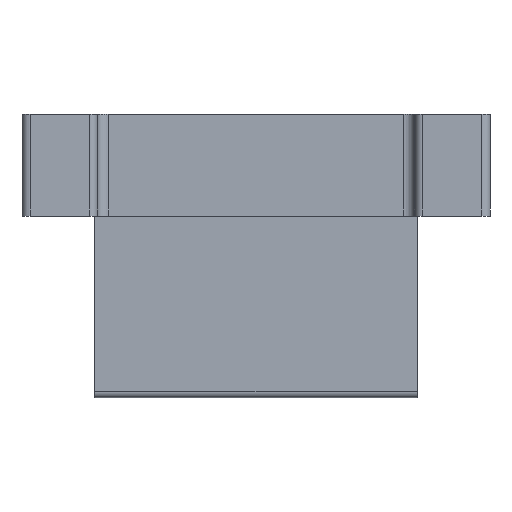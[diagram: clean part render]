
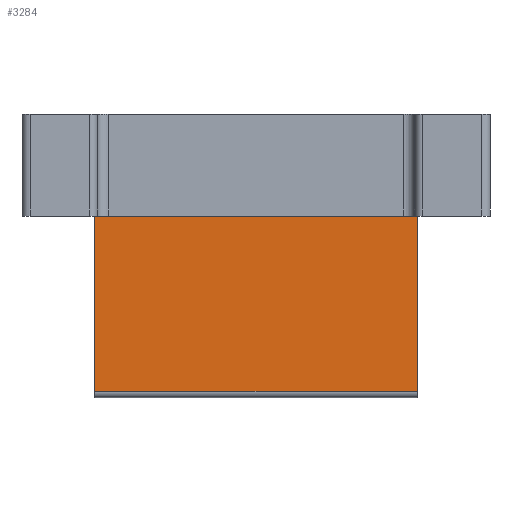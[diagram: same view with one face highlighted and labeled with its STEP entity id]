
A CAD part, left-side view. The second image highlights one B-rep face of the part: STEP entity #3284.
In plain terms, the highlighted planar face has unit normal (-1, 0, 0).
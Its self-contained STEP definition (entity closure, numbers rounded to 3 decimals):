
#133 = DIRECTION ( 'NONE',  ( 0., 0., -1. ) ) ;
#138 = ORIENTED_EDGE ( 'NONE', *, *, #1065, .F. ) ;
#309 = LINE ( 'NONE', #573, #3266 ) ;
#350 = FACE_OUTER_BOUND ( 'NONE', #3617, .T. ) ;
#367 = LINE ( 'NONE', #2002, #2195 ) ;
#441 = EDGE_CURVE ( 'NONE', #3427, #3742, #3243, .T. ) ;
#457 = VECTOR ( 'NONE', #3672, 1000. ) ;
#463 = LINE ( 'NONE', #1805, #1724 ) ;
#573 = CARTESIAN_POINT ( 'NONE',  ( -14.75, -16.3, -30. ) ) ;
#635 = CARTESIAN_POINT ( 'NONE',  ( -14.75, 16.3, -30. ) ) ;
#704 = EDGE_CURVE ( 'NONE', #2629, #2837, #1561, .T. ) ;
#836 = CARTESIAN_POINT ( 'NONE',  ( -14.75, -16.3, -29.5 ) ) ;
#888 = DIRECTION ( 'NONE',  ( 0., 0., -1. ) ) ;
#904 = DIRECTION ( 'NONE',  ( 0., -1., 0. ) ) ;
#1005 = DIRECTION ( 'NONE',  ( 1., 0., 0. ) ) ;
#1048 = PLANE ( 'NONE',  #1367 ) ;
#1061 = EDGE_CURVE ( 'NONE', #1406, #3816, #463, .T. ) ;
#1065 = EDGE_CURVE ( 'NONE', #3816, #2629, #1141, .T. ) ;
#1141 = LINE ( 'NONE', #3585, #3216 ) ;
#1367 = AXIS2_PLACEMENT_3D ( 'NONE', #3037, #1005, #3331 ) ;
#1406 = VERTEX_POINT ( 'NONE', #3867 ) ;
#1561 = LINE ( 'NONE', #2924, #457 ) ;
#1620 = ORIENTED_EDGE ( 'NONE', *, *, #704, .F. ) ;
#1724 = VECTOR ( 'NONE', #133, 1000. ) ;
#1805 = CARTESIAN_POINT ( 'NONE',  ( -14.75, -16.3, 30. ) ) ;
#1878 = ORIENTED_EDGE ( 'NONE', *, *, #441, .T. ) ;
#1984 = ORIENTED_EDGE ( 'NONE', *, *, #1061, .F. ) ;
#2002 = CARTESIAN_POINT ( 'NONE',  ( -14.75, -16.3, 30. ) ) ;
#2195 = VECTOR ( 'NONE', #3059, 1000. ) ;
#2308 = DIRECTION ( 'NONE',  ( 0., 0., -1. ) ) ;
#2629 = VERTEX_POINT ( 'NONE', #836 ) ;
#2683 = CARTESIAN_POINT ( 'NONE',  ( -14.75, -16.3, 29.5 ) ) ;
#2759 = EDGE_CURVE ( 'NONE', #3742, #2837, #309, .T. ) ;
#2837 = VERTEX_POINT ( 'NONE', #4345 ) ;
#2924 = CARTESIAN_POINT ( 'NONE',  ( -14.75, -16.3, 30. ) ) ;
#3031 = ORIENTED_EDGE ( 'NONE', *, *, #3318, .F. ) ;
#3037 = CARTESIAN_POINT ( 'NONE',  ( -14.75, -16.3, 30. ) ) ;
#3059 = DIRECTION ( 'NONE',  ( 0., -1., 0. ) ) ;
#3073 = VECTOR ( 'NONE', #2308, 1000. ) ;
#3216 = VECTOR ( 'NONE', #888, 1000. ) ;
#3243 = LINE ( 'NONE', #4339, #3073 ) ;
#3266 = VECTOR ( 'NONE', #904, 1000. ) ;
#3284 = ADVANCED_FACE ( 'NONE', ( #350 ), #1048, .F. ) ;
#3318 = EDGE_CURVE ( 'NONE', #3427, #1406, #367, .T. ) ;
#3331 = DIRECTION ( 'NONE',  ( 0., 0., -1. ) ) ;
#3427 = VERTEX_POINT ( 'NONE', #3791 ) ;
#3585 = CARTESIAN_POINT ( 'NONE',  ( -14.75, -16.3, 30. ) ) ;
#3617 = EDGE_LOOP ( 'NONE', ( #4007, #1620, #138, #1984, #3031, #1878 ) ) ;
#3672 = DIRECTION ( 'NONE',  ( 0., 0., -1. ) ) ;
#3742 = VERTEX_POINT ( 'NONE', #635 ) ;
#3791 = CARTESIAN_POINT ( 'NONE',  ( -14.75, 16.3, 30. ) ) ;
#3816 = VERTEX_POINT ( 'NONE', #2683 ) ;
#3867 = CARTESIAN_POINT ( 'NONE',  ( -14.75, -16.3, 30. ) ) ;
#4007 = ORIENTED_EDGE ( 'NONE', *, *, #2759, .T. ) ;
#4339 = CARTESIAN_POINT ( 'NONE',  ( -14.75, 16.3, 30. ) ) ;
#4345 = CARTESIAN_POINT ( 'NONE',  ( -14.75, -16.3, -30. ) ) ;
